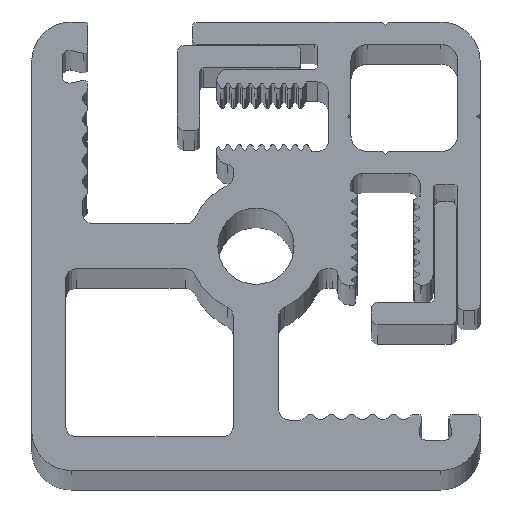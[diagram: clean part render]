
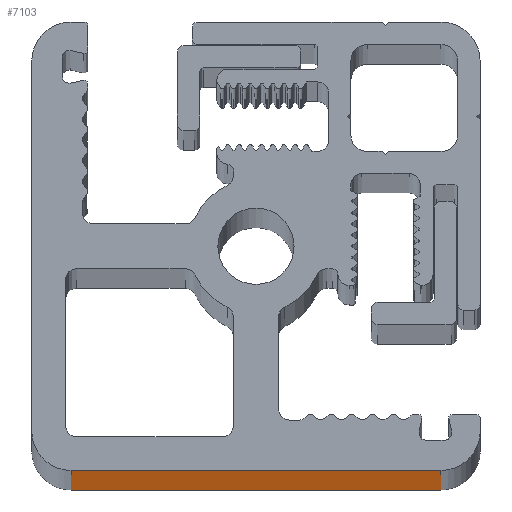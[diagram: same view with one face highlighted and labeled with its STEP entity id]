
A CAD part, top view. The second image highlights one B-rep face of the part: STEP entity #7103.
In plain terms, the highlighted planar face has unit normal (0, -1, 0).
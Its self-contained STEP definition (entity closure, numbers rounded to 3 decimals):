
#900=FACE_OUTER_BOUND($,#1260,.T.);
#1260=EDGE_LOOP($,(#5776,#5777,#5778,#5779));
#1942=LINE($,#11989,#2640);
#1943=LINE($,#11992,#2641);
#1944=LINE($,#11994,#2642);
#1945=LINE($,#11995,#2643);
#2640=VECTOR($,#9845,1000.);
#2641=VECTOR($,#9848,33.);
#2642=VECTOR($,#9849,33.);
#2643=VECTOR($,#9850,1000.);
#3350=VERTEX_POINT($,#11985);
#3351=VERTEX_POINT($,#11987);
#3352=VERTEX_POINT($,#11991);
#3353=VERTEX_POINT($,#11993);
#4386=EDGE_CURVE($,#3350,#3351,#1942,.T.);
#4387=EDGE_CURVE($,#3350,#3352,#1943,.T.);
#4388=EDGE_CURVE($,#3353,#3351,#1944,.T.);
#4389=EDGE_CURVE($,#3352,#3353,#1945,.T.);
#5776=ORIENTED_EDGE($,*,*,#4387,.F.);
#5777=ORIENTED_EDGE($,*,*,#4386,.T.);
#5778=ORIENTED_EDGE($,*,*,#4388,.F.);
#5779=ORIENTED_EDGE($,*,*,#4389,.F.);
#6756=PLANE($,#7809);
#7103=ADVANCED_FACE($,(#900),#6756,.T.);
#7809=AXIS2_PLACEMENT_3D($,#11990,#9846,#9847);
#9845=DIRECTION($,(0.,0.,1.));
#9846=DIRECTION('center_axis',(0.,-1.,0.));
#9847=DIRECTION('ref_axis',(1.,0.,0.));
#9848=DIRECTION($,(-1.,0.,0.));
#9849=DIRECTION($,(1.,0.,0.));
#9850=DIRECTION($,(0.,0.,1.));
#11985=CARTESIAN_POINT('',(16.503,-19.998,0.));
#11987=CARTESIAN_POINT('',(16.503,-19.998,1000.));
#11989=CARTESIAN_POINT($,(16.503,-19.998,0.));
#11990=CARTESIAN_POINT('Origin',(-16.498,-19.998,0.));
#11991=CARTESIAN_POINT('',(-16.498,-19.998,0.));
#11992=CARTESIAN_POINT($,(16.503,-19.998,0.));
#11993=CARTESIAN_POINT('',(-16.498,-19.998,1000.));
#11994=CARTESIAN_POINT($,(16.503,-19.998,1000.));
#11995=CARTESIAN_POINT($,(-16.498,-19.998,0.));
